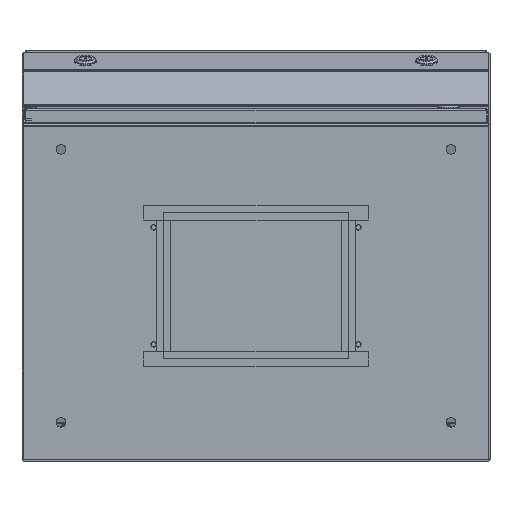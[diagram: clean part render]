
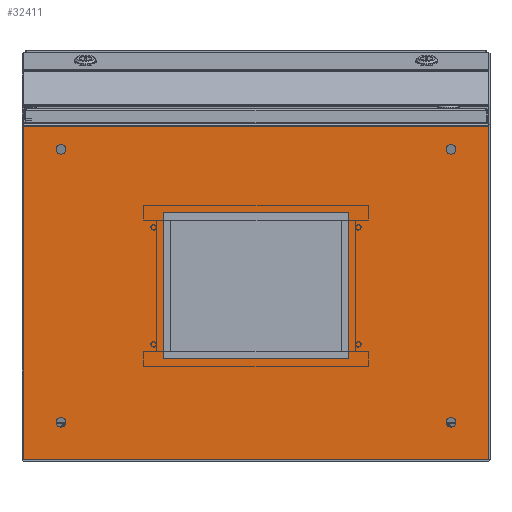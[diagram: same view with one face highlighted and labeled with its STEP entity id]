
A CAD part, front view. The second image highlights one B-rep face of the part: STEP entity #32411.
In plain terms, the highlighted face is planar.
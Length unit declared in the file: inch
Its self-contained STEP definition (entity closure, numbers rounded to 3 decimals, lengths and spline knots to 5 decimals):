
#219 = ORIENTED_EDGE ( 'NONE', *, *, #50757, .T. ) ;
#526 = EDGE_LOOP ( 'NONE', ( #51691, #35378, #40187, #7631, #49307, #10065 ) ) ;
#581 = EDGE_CURVE ( 'NONE', #62730, #24446, #18159, .T. ) ;
#1178 = EDGE_LOOP ( 'NONE', ( #29034 ) ) ;
#1756 = ORIENTED_EDGE ( 'NONE', *, *, #1836, .T. ) ;
#1836 = EDGE_CURVE ( 'NONE', #44454, #56492, #14182, .T. ) ;
#2268 = DIRECTION ( 'NONE',  ( -1., 0., 0. ) ) ;
#3111 = ORIENTED_EDGE ( 'NONE', *, *, #59671, .T. ) ;
#3412 = AXIS2_PLACEMENT_3D ( 'NONE', #15792, #54466, #20776 ) ;
#3939 = VERTEX_POINT ( 'NONE', #11905 ) ;
#4268 = ORIENTED_EDGE ( 'NONE', *, *, #30159, .T. ) ;
#4285 = VECTOR ( 'NONE', #54773, 39.37008 ) ;
#4407 = LINE ( 'NONE', #51786, #36021 ) ;
#4564 = ORIENTED_EDGE ( 'NONE', *, *, #44512, .T. ) ;
#4962 = CARTESIAN_POINT ( 'NONE',  ( 9.75, 0., 8.4735 ) ) ;
#6507 = EDGE_LOOP ( 'NONE', ( #219 ) ) ;
#6862 = CARTESIAN_POINT ( 'NONE',  ( -11.878, 0., 10.4005 ) ) ;
#7631 = ORIENTED_EDGE ( 'NONE', *, *, #33469, .T. ) ;
#7685 = EDGE_CURVE ( 'NONE', #57301, #23379, #62230, .T. ) ;
#8301 = CARTESIAN_POINT ( 'NONE',  ( 11.928, 0., 10.3505 ) ) ;
#9952 = DIRECTION ( 'NONE',  ( -1., 0., 0. ) ) ;
#10065 = ORIENTED_EDGE ( 'NONE', *, *, #7685, .T. ) ;
#10899 = DIRECTION ( 'NONE',  ( 0., -1., 0. ) ) ;
#11290 = EDGE_CURVE ( 'NONE', #62730, #23379, #41925, .T. ) ;
#11397 = EDGE_CURVE ( 'NONE', #57301, #55545, #34931, .T. ) ;
#11665 = VERTEX_POINT ( 'NONE', #28330 ) ;
#11905 = CARTESIAN_POINT ( 'NONE',  ( 11.878, 0., 10.4005 ) ) ;
#12588 = AXIS2_PLACEMENT_3D ( 'NONE', #29665, #54047, #9952 ) ;
#12644 = FACE_BOUND ( 'NONE', #1178, .T. ) ;
#13264 = PLANE ( 'NONE',  #18782 ) ;
#14182 = LINE ( 'NONE', #36600, #31180 ) ;
#14402 = VERTEX_POINT ( 'NONE', #58893 ) ;
#15756 = AXIS2_PLACEMENT_3D ( 'NONE', #60161, #10899, #55209 ) ;
#15792 = CARTESIAN_POINT ( 'NONE',  ( 10., 0., -5.5265 ) ) ;
#17316 = FACE_OUTER_BOUND ( 'NONE', #526, .T. ) ;
#18110 = CARTESIAN_POINT ( 'NONE',  ( 4.75, 0., -2.2765 ) ) ;
#18159 = LINE ( 'NONE', #6862, #56006 ) ;
#18782 = AXIS2_PLACEMENT_3D ( 'NONE', #62296, #37668, #43089 ) ;
#18946 = DIRECTION ( 'NONE',  ( -1., 0., 0. ) ) ;
#20776 = DIRECTION ( 'NONE',  ( -1., 0., 0. ) ) ;
#22406 = LINE ( 'NONE', #53496, #29366 ) ;
#23379 = VERTEX_POINT ( 'NONE', #39166 ) ;
#23420 = VECTOR ( 'NONE', #60835, 39.37008 ) ;
#24446 = VERTEX_POINT ( 'NONE', #56020 ) ;
#25326 = AXIS2_PLACEMENT_3D ( 'NONE', #36129, #61199, #41760 ) ;
#26367 = DIRECTION ( 'NONE',  ( 0.707, 0., 0.707 ) ) ;
#26397 = EDGE_CURVE ( 'NONE', #56123, #56123, #53882, .T. ) ;
#26552 = EDGE_LOOP ( 'NONE', ( #4268 ) ) ;
#26557 = CARTESIAN_POINT ( 'NONE',  ( -11.928, 0., 10.4005 ) ) ;
#28330 = CARTESIAN_POINT ( 'NONE',  ( -4.75, 0., -2.2765 ) ) ;
#28937 = FACE_BOUND ( 'NONE', #43446, .T. ) ;
#29034 = ORIENTED_EDGE ( 'NONE', *, *, #26397, .T. ) ;
#29366 = VECTOR ( 'NONE', #18946, 39.37008 ) ;
#29665 = CARTESIAN_POINT ( 'NONE',  ( 10., 0., 8.4735 ) ) ;
#29674 = FACE_BOUND ( 'NONE', #44658, .T. ) ;
#30159 = EDGE_CURVE ( 'NONE', #49844, #49844, #63957, .T. ) ;
#30475 = DIRECTION ( 'NONE',  ( 1., 0., 0. ) ) ;
#31180 = VECTOR ( 'NONE', #2268, 39.37008 ) ;
#32118 = DIRECTION ( 'NONE',  ( 0., 0., 1. ) ) ;
#32338 = CARTESIAN_POINT ( 'NONE',  ( 11.928, 0., -6.8275 ) ) ;
#32411 = ADVANCED_FACE ( 'NONE', ( #42021, #29674, #58299, #12644, #28937, #17316 ), #13264, .F. ) ;
#33469 = EDGE_CURVE ( 'NONE', #3939, #55545, #38817, .T. ) ;
#34773 = CARTESIAN_POINT ( 'NONE',  ( -10.25, 0., 8.4735 ) ) ;
#34931 = LINE ( 'NONE', #32338, #44218 ) ;
#35378 = ORIENTED_EDGE ( 'NONE', *, *, #581, .T. ) ;
#36021 = VECTOR ( 'NONE', #32118, 39.37008 ) ;
#36129 = CARTESIAN_POINT ( 'NONE',  ( -10., 0., -5.5265 ) ) ;
#36600 = CARTESIAN_POINT ( 'NONE',  ( 11.928, 0., 5.2235 ) ) ;
#37277 = DIRECTION ( 'NONE',  ( 0., 0., 1. ) ) ;
#37668 = DIRECTION ( 'NONE',  ( 0., -1., 0. ) ) ;
#38817 = LINE ( 'NONE', #41031, #63542 ) ;
#39166 = CARTESIAN_POINT ( 'NONE',  ( -11.928, 0., -6.7195 ) ) ;
#39770 = VERTEX_POINT ( 'NONE', #61068 ) ;
#40187 = ORIENTED_EDGE ( 'NONE', *, *, #55584, .F. ) ;
#41031 = CARTESIAN_POINT ( 'NONE',  ( 11.928, 0., 10.3505 ) ) ;
#41760 = DIRECTION ( 'NONE',  ( -1., 0., 0. ) ) ;
#41925 = LINE ( 'NONE', #26557, #23420 ) ;
#42021 = FACE_BOUND ( 'NONE', #26552, .T. ) ;
#42289 = CARTESIAN_POINT ( 'NONE',  ( -4.75, 0., 10.4005 ) ) ;
#43089 = DIRECTION ( 'NONE',  ( -1., 0., 0. ) ) ;
#43446 = EDGE_LOOP ( 'NONE', ( #3111, #1756, #48506, #4564 ) ) ;
#43851 = LINE ( 'NONE', #42289, #58576 ) ;
#43952 = CARTESIAN_POINT ( 'NONE',  ( 11.928, 0., -6.7195 ) ) ;
#44218 = VECTOR ( 'NONE', #37277, 39.37008 ) ;
#44454 = VERTEX_POINT ( 'NONE', #58535 ) ;
#44512 = EDGE_CURVE ( 'NONE', #11665, #49971, #51736, .T. ) ;
#44658 = EDGE_LOOP ( 'NONE', ( #52951 ) ) ;
#47874 = VECTOR ( 'NONE', #30475, 39.37008 ) ;
#48506 = ORIENTED_EDGE ( 'NONE', *, *, #52773, .T. ) ;
#49307 = ORIENTED_EDGE ( 'NONE', *, *, #11397, .F. ) ;
#49844 = VERTEX_POINT ( 'NONE', #34773 ) ;
#49971 = VERTEX_POINT ( 'NONE', #18110 ) ;
#50321 = CIRCLE ( 'NONE', #25326, 0.25 ) ;
#50757 = EDGE_CURVE ( 'NONE', #39770, #39770, #60393, .T. ) ;
#51372 = DIRECTION ( 'NONE',  ( 0.707, 0., -0.707 ) ) ;
#51691 = ORIENTED_EDGE ( 'NONE', *, *, #11290, .F. ) ;
#51736 = LINE ( 'NONE', #57900, #47874 ) ;
#51786 = CARTESIAN_POINT ( 'NONE',  ( 4.75, 0., 10.4005 ) ) ;
#52773 = EDGE_CURVE ( 'NONE', #56492, #11665, #43851, .T. ) ;
#52951 = ORIENTED_EDGE ( 'NONE', *, *, #61366, .T. ) ;
#53496 = CARTESIAN_POINT ( 'NONE',  ( 11.928, 0., 10.4005 ) ) ;
#53882 = CIRCLE ( 'NONE', #12588, 0.25 ) ;
#54047 = DIRECTION ( 'NONE',  ( 0., -1., 0. ) ) ;
#54113 = CARTESIAN_POINT ( 'NONE',  ( -4.75, 0., 5.2235 ) ) ;
#54465 = CARTESIAN_POINT ( 'NONE',  ( -11.928, 0., 10.3505 ) ) ;
#54466 = DIRECTION ( 'NONE',  ( 0., -1., 0. ) ) ;
#54773 = DIRECTION ( 'NONE',  ( -1., 0., 0. ) ) ;
#55209 = DIRECTION ( 'NONE',  ( -1., 0., 0. ) ) ;
#55545 = VERTEX_POINT ( 'NONE', #8301 ) ;
#55584 = EDGE_CURVE ( 'NONE', #3939, #24446, #22406, .T. ) ;
#56006 = VECTOR ( 'NONE', #26367, 39.37008 ) ;
#56020 = CARTESIAN_POINT ( 'NONE',  ( -11.878, 0., 10.4005 ) ) ;
#56123 = VERTEX_POINT ( 'NONE', #4962 ) ;
#56492 = VERTEX_POINT ( 'NONE', #54113 ) ;
#57301 = VERTEX_POINT ( 'NONE', #62819 ) ;
#57900 = CARTESIAN_POINT ( 'NONE',  ( 11.928, 0., -2.2765 ) ) ;
#58299 = FACE_BOUND ( 'NONE', #6507, .T. ) ;
#58535 = CARTESIAN_POINT ( 'NONE',  ( 4.75, 0., 5.2235 ) ) ;
#58576 = VECTOR ( 'NONE', #61503, 39.37008 ) ;
#58893 = CARTESIAN_POINT ( 'NONE',  ( -10.25, 0., -5.5265 ) ) ;
#59671 = EDGE_CURVE ( 'NONE', #49971, #44454, #4407, .T. ) ;
#60161 = CARTESIAN_POINT ( 'NONE',  ( -10., 0., 8.4735 ) ) ;
#60393 = CIRCLE ( 'NONE', #3412, 0.25 ) ;
#60835 = DIRECTION ( 'NONE',  ( 0., 0., -1. ) ) ;
#61068 = CARTESIAN_POINT ( 'NONE',  ( 9.75, 0., -5.5265 ) ) ;
#61199 = DIRECTION ( 'NONE',  ( 0., -1., 0. ) ) ;
#61366 = EDGE_CURVE ( 'NONE', #14402, #14402, #50321, .T. ) ;
#61503 = DIRECTION ( 'NONE',  ( 0., 0., -1. ) ) ;
#62230 = LINE ( 'NONE', #43952, #4285 ) ;
#62296 = CARTESIAN_POINT ( 'NONE',  ( 11.928, 0., 10.4005 ) ) ;
#62730 = VERTEX_POINT ( 'NONE', #54465 ) ;
#62819 = CARTESIAN_POINT ( 'NONE',  ( 11.928, 0., -6.7195 ) ) ;
#63542 = VECTOR ( 'NONE', #51372, 39.37008 ) ;
#63957 = CIRCLE ( 'NONE', #15756, 0.25 ) ;
